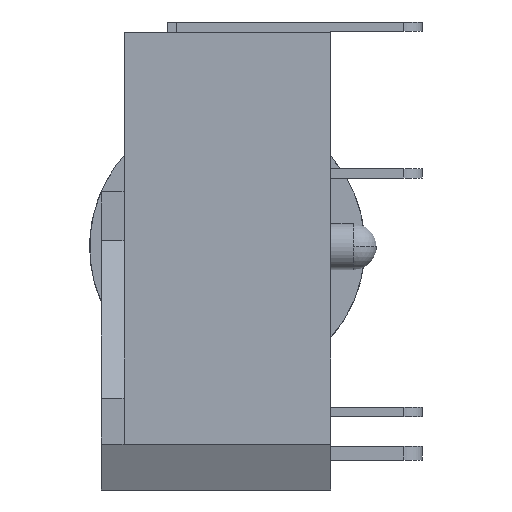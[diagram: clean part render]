
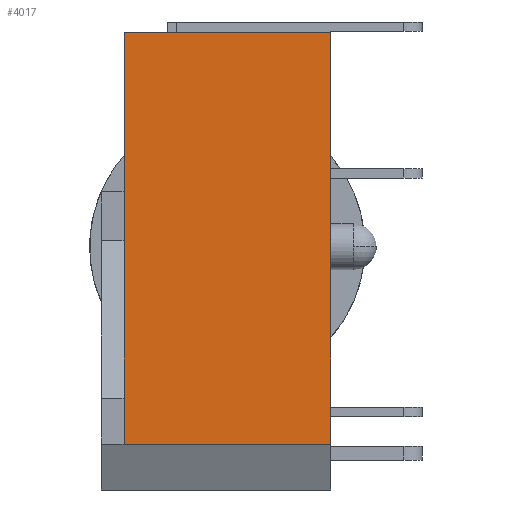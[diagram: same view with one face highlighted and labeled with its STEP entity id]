
A CAD part, left-side view. The second image highlights one B-rep face of the part: STEP entity #4017.
In plain terms, the highlighted planar face has unit normal (-1, 0, 0).
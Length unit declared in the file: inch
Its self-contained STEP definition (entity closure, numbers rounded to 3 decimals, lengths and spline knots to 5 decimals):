
#139 = VECTOR ( 'NONE', #3170, 39.37008 ) ;
#442 = LINE ( 'NONE', #3207, #5259 ) ;
#486 = VECTOR ( 'NONE', #5809, 39.37008 ) ;
#493 = LINE ( 'NONE', #1530, #486 ) ;
#885 = ORIENTED_EDGE ( 'NONE', *, *, #2823, .F. ) ;
#944 = DIRECTION ( 'NONE',  ( -1., 0., 0. ) ) ;
#1434 = EDGE_CURVE ( 'NONE', #1444, #4701, #493, .T. ) ;
#1444 = VERTEX_POINT ( 'NONE', #6054 ) ;
#1481 = DIRECTION ( 'NONE',  ( 0., 0., 1. ) ) ;
#1530 = CARTESIAN_POINT ( 'NONE',  ( -0.45276, -0.08858, 0.19291 ) ) ;
#1660 = VECTOR ( 'NONE', #3302, 39.37008 ) ;
#2005 = EDGE_CURVE ( 'NONE', #3415, #3544, #5262, .T. ) ;
#2123 = CARTESIAN_POINT ( 'NONE',  ( -0.45276, 0.08858, 0.18386 ) ) ;
#2325 = CARTESIAN_POINT ( 'NONE',  ( -0.45276, -0.08858, -0.16929 ) ) ;
#2706 = PLANE ( 'NONE',  #6463 ) ;
#2747 = ORIENTED_EDGE ( 'NONE', *, *, #6276, .F. ) ;
#2823 = EDGE_CURVE ( 'NONE', #3544, #1444, #4780, .T. ) ;
#3170 = DIRECTION ( 'NONE',  ( 0., 0., 1. ) ) ;
#3207 = CARTESIAN_POINT ( 'NONE',  ( -0.45276, -0.29706, -0.16929 ) ) ;
#3302 = DIRECTION ( 'NONE',  ( 0., -1., 0. ) ) ;
#3415 = VERTEX_POINT ( 'NONE', #4057 ) ;
#3544 = VERTEX_POINT ( 'NONE', #5751 ) ;
#3870 = ORIENTED_EDGE ( 'NONE', *, *, #2005, .F. ) ;
#4017 = ADVANCED_FACE ( 'NONE', ( #5841 ), #2706, .T. ) ;
#4057 = CARTESIAN_POINT ( 'NONE',  ( -0.45276, 0.08858, -0.16929 ) ) ;
#4303 = CARTESIAN_POINT ( 'NONE',  ( -0.45276, -0.08858, 0.18386 ) ) ;
#4395 = ORIENTED_EDGE ( 'NONE', *, *, #1434, .F. ) ;
#4548 = EDGE_LOOP ( 'NONE', ( #885, #3870, #2747, #4395 ) ) ;
#4701 = VERTEX_POINT ( 'NONE', #2325 ) ;
#4730 = DIRECTION ( 'NONE',  ( 0., 1., 0. ) ) ;
#4780 = LINE ( 'NONE', #4303, #1660 ) ;
#5259 = VECTOR ( 'NONE', #4730, 39.37008 ) ;
#5262 = LINE ( 'NONE', #2123, #139 ) ;
#5751 = CARTESIAN_POINT ( 'NONE',  ( -0.45276, 0.08858, 0.18386 ) ) ;
#5809 = DIRECTION ( 'NONE',  ( 0., 0., -1. ) ) ;
#5841 = FACE_OUTER_BOUND ( 'NONE', #4548, .T. ) ;
#6054 = CARTESIAN_POINT ( 'NONE',  ( -0.45276, -0.08858, 0.18386 ) ) ;
#6276 = EDGE_CURVE ( 'NONE', #4701, #3415, #442, .T. ) ;
#6459 = CARTESIAN_POINT ( 'NONE',  ( -0.45276, 0.10827, -0.20866 ) ) ;
#6463 = AXIS2_PLACEMENT_3D ( 'NONE', #6459, #944, #1481 ) ;
